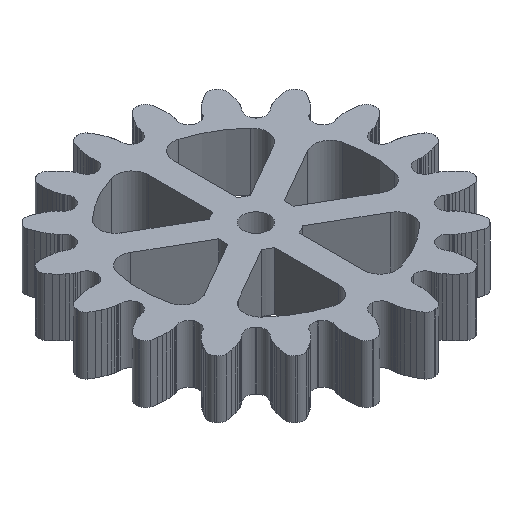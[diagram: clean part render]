
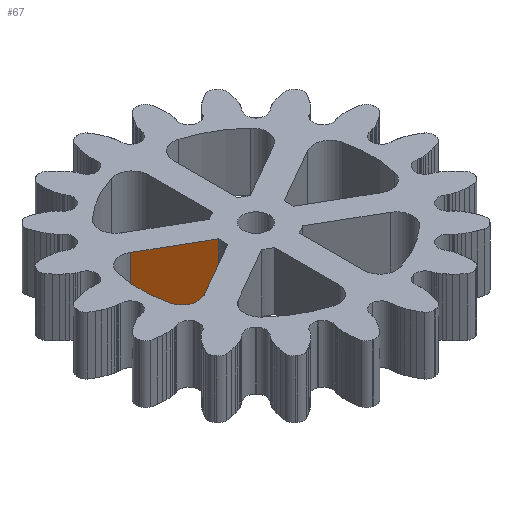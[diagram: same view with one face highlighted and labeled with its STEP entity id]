
A CAD part, isometric view. The second image highlights one B-rep face of the part: STEP entity #67.
In plain terms, the highlighted planar face has unit normal (-0.5, -0.866, 0).
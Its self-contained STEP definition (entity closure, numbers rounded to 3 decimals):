
#67=ADVANCED_FACE('',(#680),#682,.T.);
#680=FACE_BOUND('',#681,.T.);
#681=EDGE_LOOP('',(#4852,#4853,#4854,#4855));
#682=PLANE('',#683);
#683=AXIS2_PLACEMENT_3D('',#684,#685,#686);
#684=CARTESIAN_POINT('',(-13.308,5.951,0.));
#685=DIRECTION('',(-0.5,-0.866,0.));
#686=DIRECTION('',(0.866,-0.5,0.));
#4852=ORIENTED_EDGE('',*,*,#7625,.T.);
#4853=ORIENTED_EDGE('',*,*,#7576,.T.);
#4854=ORIENTED_EDGE('',*,*,#7603,.T.);
#4855=ORIENTED_EDGE('',*,*,#7103,.F.);
#7103=EDGE_CURVE('',#8952,#8955,#8956,.T.);
#7576=EDGE_CURVE('',#9891,#9899,#9901,.T.);
#7603=EDGE_CURVE('',#9899,#8955,#9947,.T.);
#7625=EDGE_CURVE('',#8952,#9891,#9969,.F.);
#8952=VERTEX_POINT('',#12300);
#8955=VERTEX_POINT('',#12306);
#8956=LINE('',#12307,#12308);
#9891=VERTEX_POINT('',#14310);
#9899=VERTEX_POINT('',#14329);
#9901=LINE('',#14334,#14335);
#9947=LINE('',#14447,#14448);
#9969=LINE('',#14513,#14514);
#12300=CARTESIAN_POINT('',(-10.69,4.44,7.));
#12306=CARTESIAN_POINT('',(-3.961,0.555,7.));
#12307=CARTESIAN_POINT('',(-10.69,4.44,7.));
#12308=VECTOR('',#12309,1.);
#12309=DIRECTION('',(0.866,-0.5,0.));
#14310=CARTESIAN_POINT('',(-10.69,4.44,0.));
#14329=CARTESIAN_POINT('',(-3.961,0.555,0.));
#14334=CARTESIAN_POINT('',(-10.69,4.44,0.));
#14335=VECTOR('',#14336,1.);
#14336=DIRECTION('',(0.866,-0.5,0.));
#14447=CARTESIAN_POINT('',(-3.961,0.555,0.));
#14448=VECTOR('',#14449,1.);
#14449=DIRECTION('',(0.,0.,1.));
#14513=CARTESIAN_POINT('',(-10.69,4.44,0.));
#14514=VECTOR('',#14515,1.);
#14515=DIRECTION('',(0.,0.,1.));
